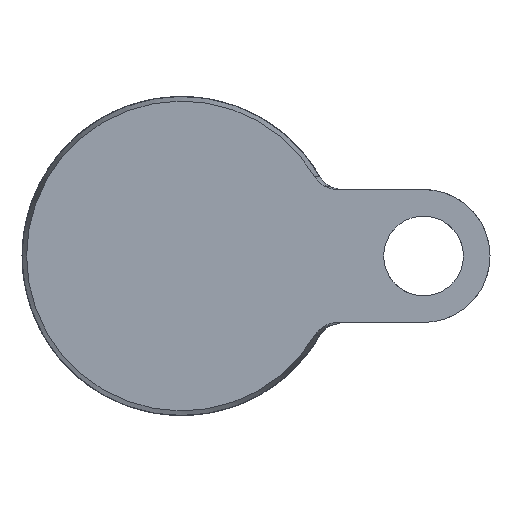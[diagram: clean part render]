
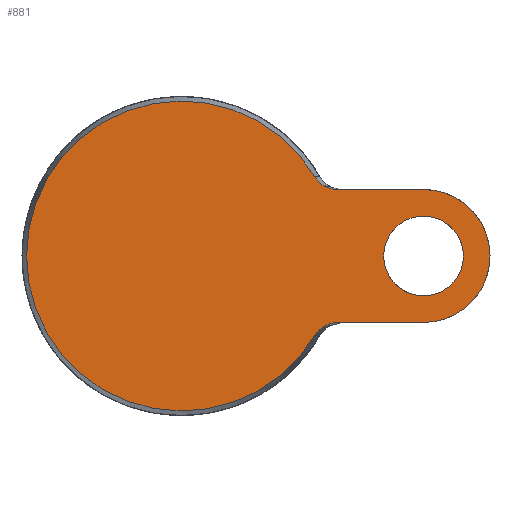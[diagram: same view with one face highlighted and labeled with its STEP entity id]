
A CAD part, front view. The second image highlights one B-rep face of the part: STEP entity #881.
In plain terms, the highlighted planar face has unit normal (0, -1, 0).
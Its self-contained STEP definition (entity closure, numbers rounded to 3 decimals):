
#11 = DIRECTION ( 'NONE',  ( 0., 0., 1. ) ) ;
#23 = B_SPLINE_CURVE_WITH_KNOTS ( 'NONE', 3,
 ( #1072, #567, #297, #133, #1086, #375, #728, #472, #738, #650, #138, #832, #320, #503 ),
 .UNSPECIFIED., .F., .F.,
 ( 4, 2, 2, 2, 2, 2, 4 ),
 ( 0., 0.001, 0.002, 0.003, 0.003, 0.004, 0.005 ),
 .UNSPECIFIED. ) ;
#41 = CARTESIAN_POINT ( 'NONE',  ( 27.662, 0., -12.789 ) ) ;
#45 = AXIS2_PLACEMENT_3D ( 'NONE', #847, #809, #878 ) ;
#47 = CARTESIAN_POINT ( 'NONE',  ( 29.374, 0., -12.5 ) ) ;
#76 = CARTESIAN_POINT ( 'NONE',  ( 15., 0., -12.5 ) ) ;
#83 = EDGE_CURVE ( 'NONE', #208, #975, #245, .T. ) ;
#116 = AXIS2_PLACEMENT_3D ( 'NONE', #972, #788, #11 ) ;
#124 = CARTESIAN_POINT ( 'NONE',  ( 26.146, 0., -13.64 ) ) ;
#128 = CARTESIAN_POINT ( 'NONE',  ( 27.255, 0., -12.953 ) ) ;
#133 = CARTESIAN_POINT ( 'NONE',  ( 27.869, 0., 12.721 ) ) ;
#138 = CARTESIAN_POINT ( 'NONE',  ( 25.976, 0., 13.785 ) ) ;
#143 = ORIENTED_EDGE ( 'NONE', *, *, #805, .F. ) ;
#144 = CARTESIAN_POINT ( 'NONE',  ( 26.497, 0., -13.379 ) ) ;
#145 = EDGE_CURVE ( 'NONE', #509, #174, #775, .T. ) ;
#152 = CARTESIAN_POINT ( 'NONE',  ( 15., 0., 12.5 ) ) ;
#157 = FACE_BOUND ( 'NONE', #476, .T. ) ;
#165 = DIRECTION ( 'NONE',  ( 0., 0., -1. ) ) ;
#174 = VERTEX_POINT ( 'NONE', #633 ) ;
#181 = VECTOR ( 'NONE', #756, 1000. ) ;
#186 = ORIENTED_EDGE ( 'NONE', *, *, #83, .T. ) ;
#192 = ORIENTED_EDGE ( 'NONE', *, *, #750, .T. ) ;
#197 = DIRECTION ( 'NONE',  ( 0., 1., 0. ) ) ;
#208 = VERTEX_POINT ( 'NONE', #884 ) ;
#219 = CARTESIAN_POINT ( 'NONE',  ( 25.237, 0., -14.58 ) ) ;
#224 = CARTESIAN_POINT ( 'NONE',  ( 25.977, 0., -13.784 ) ) ;
#228 = CARTESIAN_POINT ( 'NONE',  ( 25.011, 0., -14.959 ) ) ;
#233 = DIRECTION ( 'NONE',  ( -1., 0., 0. ) ) ;
#245 = CIRCLE ( 'NONE', #311, 29.143 ) ;
#258 = ORIENTED_EDGE ( 'NONE', *, *, #819, .F. ) ;
#270 = B_SPLINE_CURVE_WITH_KNOTS ( 'NONE', 3,
 ( #228, #219, #1004, #224, #124, #144, #998, #128, #41, #907, #818, #397, #47 ),
 .UNSPECIFIED., .F., .F.,
 ( 4, 2, 2, 1, 2, 2, 4 ),
 ( 0., 0.001, 0.002, 0.003, 0.003, 0.004, 0.005 ),
 .UNSPECIFIED. ) ;
#282 = ORIENTED_EDGE ( 'NONE', *, *, #145, .F. ) ;
#297 = CARTESIAN_POINT ( 'NONE',  ( 28.502, 0., 12.556 ) ) ;
#311 = AXIS2_PLACEMENT_3D ( 'NONE', #948, #1028, #165 ) ;
#320 = CARTESIAN_POINT ( 'NONE',  ( 25.237, 0., 14.58 ) ) ;
#359 = CIRCLE ( 'NONE', #116, 7.5 ) ;
#375 = CARTESIAN_POINT ( 'NONE',  ( 27.253, 0., 12.954 ) ) ;
#397 = CARTESIAN_POINT ( 'NONE',  ( 28.933, 0., -12.5 ) ) ;
#415 = LINE ( 'NONE', #76, #747 ) ;
#472 = CARTESIAN_POINT ( 'NONE',  ( 26.678, 0., 13.261 ) ) ;
#476 = EDGE_LOOP ( 'NONE', ( #1039 ) ) ;
#495 = PLANE ( 'NONE',  #45 ) ;
#503 = CARTESIAN_POINT ( 'NONE',  ( 25.011, 0., 14.959 ) ) ;
#509 = VERTEX_POINT ( 'NONE', #934 ) ;
#567 = CARTESIAN_POINT ( 'NONE',  ( 28.933, 0., 12.5 ) ) ;
#633 = CARTESIAN_POINT ( 'NONE',  ( 45.5, 0., -12.5 ) ) ;
#644 = VERTEX_POINT ( 'NONE', #705 ) ;
#650 = CARTESIAN_POINT ( 'NONE',  ( 26.144, 0., 13.642 ) ) ;
#705 = CARTESIAN_POINT ( 'NONE',  ( 29.374, 0., -12.5 ) ) ;
#728 = CARTESIAN_POINT ( 'NONE',  ( 27.057, 0., 13.048 ) ) ;
#738 = CARTESIAN_POINT ( 'NONE',  ( 26.495, 0., 13.38 ) ) ;
#743 = EDGE_CURVE ( 'NONE', #975, #644, #270, .T. ) ;
#747 = VECTOR ( 'NONE', #233, 1000. ) ;
#750 = EDGE_CURVE ( 'NONE', #830, #208, #23, .T. ) ;
#756 = DIRECTION ( 'NONE',  ( 1., 0., 0. ) ) ;
#775 = CIRCLE ( 'NONE', #990, 12.5 ) ;
#788 = DIRECTION ( 'NONE',  ( 0., 1., 0. ) ) ;
#805 = EDGE_CURVE ( 'NONE', #830, #509, #854, .T. ) ;
#809 = DIRECTION ( 'NONE',  ( 0., 1., 0. ) ) ;
#818 = CARTESIAN_POINT ( 'NONE',  ( 28.503, 0., -12.556 ) ) ;
#819 = EDGE_CURVE ( 'NONE', #174, #644, #415, .T. ) ;
#830 = VERTEX_POINT ( 'NONE', #1024 ) ;
#832 = CARTESIAN_POINT ( 'NONE',  ( 25.507, 0., 14.24 ) ) ;
#847 = CARTESIAN_POINT ( 'NONE',  ( -29.143, 0., 0. ) ) ;
#854 = LINE ( 'NONE', #152, #181 ) ;
#878 = DIRECTION ( 'NONE',  ( 0., 0., 1. ) ) ;
#881 = ADVANCED_FACE ( 'NONE', ( #927, #157 ), #495, .F. ) ;
#884 = CARTESIAN_POINT ( 'NONE',  ( 25.011, 0., 14.959 ) ) ;
#890 = CARTESIAN_POINT ( 'NONE',  ( 25.011, 0., -14.959 ) ) ;
#896 = DIRECTION ( 'NONE',  ( 0., 0., -1. ) ) ;
#907 = CARTESIAN_POINT ( 'NONE',  ( 27.871, 0., -12.72 ) ) ;
#915 = ORIENTED_EDGE ( 'NONE', *, *, #743, .T. ) ;
#927 = FACE_OUTER_BOUND ( 'NONE', #997, .T. ) ;
#934 = CARTESIAN_POINT ( 'NONE',  ( 45.5, 0., 12.5 ) ) ;
#948 = CARTESIAN_POINT ( 'NONE',  ( 0., 0., 0. ) ) ;
#964 = EDGE_CURVE ( 'NONE', #1115, #1115, #359, .T. ) ;
#972 = CARTESIAN_POINT ( 'NONE',  ( 45.5, 0., 0. ) ) ;
#975 = VERTEX_POINT ( 'NONE', #890 ) ;
#990 = AXIS2_PLACEMENT_3D ( 'NONE', #1065, #197, #896 ) ;
#997 = EDGE_LOOP ( 'NONE', ( #143, #192, #186, #915, #258, #282 ) ) ;
#998 = CARTESIAN_POINT ( 'NONE',  ( 26.862, 0., -13.142 ) ) ;
#1004 = CARTESIAN_POINT ( 'NONE',  ( 25.508, 0., -14.24 ) ) ;
#1024 = CARTESIAN_POINT ( 'NONE',  ( 29.374, 0., 12.5 ) ) ;
#1028 = DIRECTION ( 'NONE',  ( 0., -1., 0. ) ) ;
#1039 = ORIENTED_EDGE ( 'NONE', *, *, #964, .T. ) ;
#1065 = CARTESIAN_POINT ( 'NONE',  ( 45.5, 0., 0. ) ) ;
#1072 = CARTESIAN_POINT ( 'NONE',  ( 29.374, 0., 12.5 ) ) ;
#1086 = CARTESIAN_POINT ( 'NONE',  ( 27.659, 0., 12.79 ) ) ;
#1109 = CARTESIAN_POINT ( 'NONE',  ( 45.5, 0., 7.5 ) ) ;
#1115 = VERTEX_POINT ( 'NONE', #1109 ) ;
